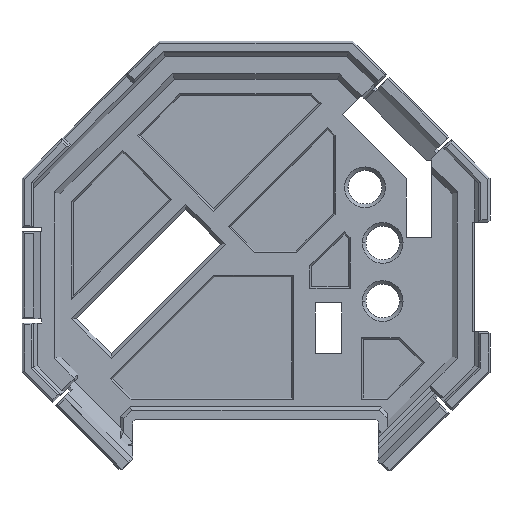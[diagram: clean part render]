
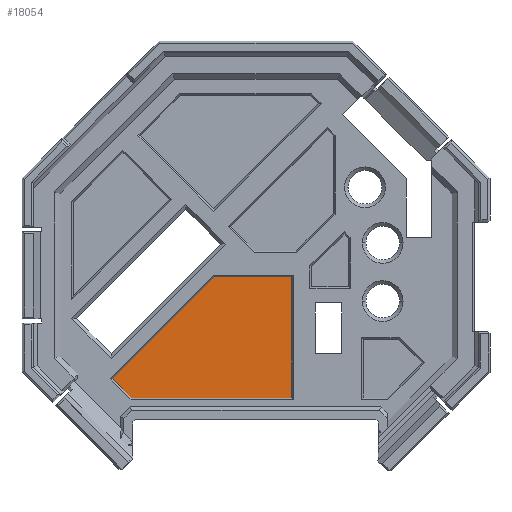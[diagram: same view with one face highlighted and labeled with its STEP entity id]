
A CAD part, front view. The second image highlights one B-rep face of the part: STEP entity #18054.
In plain terms, the highlighted planar face has unit normal (0, -1, 0).
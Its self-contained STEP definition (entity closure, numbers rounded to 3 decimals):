
#5358 = PLANE('',#5359);
#5359 = AXIS2_PLACEMENT_3D('',#5360,#5361,#5362);
#5360 = CARTESIAN_POINT('',(-5.989,2.8,0.));
#5361 = DIRECTION('',(-0.612,0.5,0.612));
#5362 = DIRECTION('',(0.707,0.,0.707));
#5386 = PLANE('',#5387);
#5387 = AXIS2_PLACEMENT_3D('',#5388,#5389,#5390);
#5388 = CARTESIAN_POINT('',(5.289,2.8,0.));
#5389 = DIRECTION('',(0.,0.5,0.866));
#5390 = DIRECTION('',(0.,-0.866,0.5));
#5414 = PLANE('',#5415);
#5415 = AXIS2_PLACEMENT_3D('',#5416,#5417,#5418);
#5416 = CARTESIAN_POINT('',(5.289,2.8,-17.722));
#5417 = DIRECTION('',(0.866,0.5,0.));
#5418 = DIRECTION('',(-0.5,0.866,0.));
#5442 = PLANE('',#5443);
#5443 = AXIS2_PLACEMENT_3D('',#5444,#5445,#5446);
#5444 = CARTESIAN_POINT('',(-17.8,2.8,-17.722));
#5445 = DIRECTION('',(0.,0.5,-0.866));
#5446 = DIRECTION('',(0.,0.866,0.5));
#5468 = PLANE('',#5469);
#5469 = AXIS2_PLACEMENT_3D('',#5470,#5471,#5472);
#5470 = CARTESIAN_POINT('',(-20.755,2.8,-14.766));
#5471 = DIRECTION('',(-0.612,0.5,-0.612));
#5472 = DIRECTION('',(-0.707,0.,0.707
    ));
#17810 = VERTEX_POINT('',#17811);
#17811 = CARTESIAN_POINT('',(-20.429,3.2,-14.766));
#17832 = EDGE_CURVE('',#17833,#17810,#17835,.T.);
#17833 = VERTEX_POINT('',#17834);
#17834 = CARTESIAN_POINT('',(-5.893,3.2,-0.231));
#17835 = SURFACE_CURVE('',#17836,(#17840,#17847),.PCURVE_S1.);
#17836 = LINE('',#17837,#17838);
#17837 = CARTESIAN_POINT('',(-20.592,3.2,-14.93));
#17838 = VECTOR('',#17839,1.);
#17839 = DIRECTION('',(-0.707,0.,-0.707));
#17840 = PCURVE('',#5358,#17841);
#17841 = DEFINITIONAL_REPRESENTATION('',(#17842),#17846);
#17842 = LINE('',#17843,#17844);
#17843 = CARTESIAN_POINT('',(-20.883,0.462));
#17844 = VECTOR('',#17845,1.);
#17845 = DIRECTION('',(-1.,0.));
#17846 = ( GEOMETRIC_REPRESENTATION_CONTEXT(2) 
PARAMETRIC_REPRESENTATION_CONTEXT() REPRESENTATION_CONTEXT('2D SPACE',''
  ) );
#17847 = PCURVE('',#17848,#17853);
#17848 = PLANE('',#17849);
#17849 = AXIS2_PLACEMENT_3D('',#17850,#17851,#17852);
#17850 = CARTESIAN_POINT('',(-20.755,3.2,-14.766));
#17851 = DIRECTION('',(0.,-1.,0.));
#17852 = DIRECTION('',(0.,0.,-1.));
#17853 = DEFINITIONAL_REPRESENTATION('',(#17854),#17858);
#17854 = LINE('',#17855,#17856);
#17855 = CARTESIAN_POINT('',(0.163,0.163));
#17856 = VECTOR('',#17857,1.);
#17857 = DIRECTION('',(0.707,-0.707));
#17858 = ( GEOMETRIC_REPRESENTATION_CONTEXT(2) 
PARAMETRIC_REPRESENTATION_CONTEXT() REPRESENTATION_CONTEXT('2D SPACE',''
  ) );
#17886 = EDGE_CURVE('',#17887,#17833,#17889,.T.);
#17887 = VERTEX_POINT('',#17888);
#17888 = CARTESIAN_POINT('',(5.058,3.2,-0.231));
#17889 = SURFACE_CURVE('',#17890,(#17894,#17901),.PCURVE_S1.);
#17890 = LINE('',#17891,#17892);
#17891 = CARTESIAN_POINT('',(-20.755,3.2,-0.231));
#17892 = VECTOR('',#17893,1.);
#17893 = DIRECTION('',(-1.,0.,0.));
#17894 = PCURVE('',#5386,#17895);
#17895 = DEFINITIONAL_REPRESENTATION('',(#17896),#17900);
#17896 = LINE('',#17897,#17898);
#17897 = CARTESIAN_POINT('',(-0.462,-26.044));
#17898 = VECTOR('',#17899,1.);
#17899 = DIRECTION('',(0.,-1.));
#17900 = ( GEOMETRIC_REPRESENTATION_CONTEXT(2) 
PARAMETRIC_REPRESENTATION_CONTEXT() REPRESENTATION_CONTEXT('2D SPACE',''
  ) );
#17901 = PCURVE('',#17848,#17902);
#17902 = DEFINITIONAL_REPRESENTATION('',(#17903),#17907);
#17903 = LINE('',#17904,#17905);
#17904 = CARTESIAN_POINT('',(-14.536,0.));
#17905 = VECTOR('',#17906,1.);
#17906 = DIRECTION('',(0.,-1.));
#17907 = ( GEOMETRIC_REPRESENTATION_CONTEXT(2) 
PARAMETRIC_REPRESENTATION_CONTEXT() REPRESENTATION_CONTEXT('2D SPACE',''
  ) );
#17935 = EDGE_CURVE('',#17936,#17887,#17938,.T.);
#17936 = VERTEX_POINT('',#17937);
#17937 = CARTESIAN_POINT('',(5.058,3.2,-17.491));
#17938 = SURFACE_CURVE('',#17939,(#17943,#17950),.PCURVE_S1.);
#17939 = LINE('',#17940,#17941);
#17940 = CARTESIAN_POINT('',(5.058,3.2,-14.766));
#17941 = VECTOR('',#17942,1.);
#17942 = DIRECTION('',(0.,0.,1.));
#17943 = PCURVE('',#5414,#17944);
#17944 = DEFINITIONAL_REPRESENTATION('',(#17945),#17949);
#17945 = LINE('',#17946,#17947);
#17946 = CARTESIAN_POINT('',(0.462,2.955));
#17947 = VECTOR('',#17948,1.);
#17948 = DIRECTION('',(0.,1.));
#17949 = ( GEOMETRIC_REPRESENTATION_CONTEXT(2) 
PARAMETRIC_REPRESENTATION_CONTEXT() REPRESENTATION_CONTEXT('2D SPACE',''
  ) );
#17950 = PCURVE('',#17848,#17951);
#17951 = DEFINITIONAL_REPRESENTATION('',(#17952),#17956);
#17952 = LINE('',#17953,#17954);
#17953 = CARTESIAN_POINT('',(0.,25.813));
#17954 = VECTOR('',#17955,1.);
#17955 = DIRECTION('',(-1.,0.));
#17956 = ( GEOMETRIC_REPRESENTATION_CONTEXT(2) 
PARAMETRIC_REPRESENTATION_CONTEXT() REPRESENTATION_CONTEXT('2D SPACE',''
  ) );
#17984 = EDGE_CURVE('',#17985,#17936,#17987,.T.);
#17985 = VERTEX_POINT('',#17986);
#17986 = CARTESIAN_POINT('',(-17.704,3.2,-17.491));
#17987 = SURFACE_CURVE('',#17988,(#17992,#17999),.PCURVE_S1.);
#17988 = LINE('',#17989,#17990);
#17989 = CARTESIAN_POINT('',(-20.755,3.2,-17.491));
#17990 = VECTOR('',#17991,1.);
#17991 = DIRECTION('',(1.,0.,0.));
#17992 = PCURVE('',#5442,#17993);
#17993 = DEFINITIONAL_REPRESENTATION('',(#17994),#17998);
#17994 = LINE('',#17995,#17996);
#17995 = CARTESIAN_POINT('',(0.462,-2.955));
#17996 = VECTOR('',#17997,1.);
#17997 = DIRECTION('',(0.,1.));
#17998 = ( GEOMETRIC_REPRESENTATION_CONTEXT(2) 
PARAMETRIC_REPRESENTATION_CONTEXT() REPRESENTATION_CONTEXT('2D SPACE',''
  ) );
#17999 = PCURVE('',#17848,#18000);
#18000 = DEFINITIONAL_REPRESENTATION('',(#18001),#18005);
#18001 = LINE('',#18002,#18003);
#18002 = CARTESIAN_POINT('',(2.724,0.));
#18003 = VECTOR('',#18004,1.);
#18004 = DIRECTION('',(0.,1.));
#18005 = ( GEOMETRIC_REPRESENTATION_CONTEXT(2) 
PARAMETRIC_REPRESENTATION_CONTEXT() REPRESENTATION_CONTEXT('2D SPACE',''
  ) );
#18033 = EDGE_CURVE('',#17810,#17985,#18034,.T.);
#18034 = SURFACE_CURVE('',#18035,(#18039,#18046),.PCURVE_S1.);
#18035 = LINE('',#18036,#18037);
#18036 = CARTESIAN_POINT('',(-20.592,3.2,-14.603));
#18037 = VECTOR('',#18038,1.);
#18038 = DIRECTION('',(0.707,0.,-0.707));
#18039 = PCURVE('',#5468,#18040);
#18040 = DEFINITIONAL_REPRESENTATION('',(#18041),#18045);
#18041 = LINE('',#18042,#18043);
#18042 = CARTESIAN_POINT('',(0.,0.462));
#18043 = VECTOR('',#18044,1.);
#18044 = DIRECTION('',(-1.,0.));
#18045 = ( GEOMETRIC_REPRESENTATION_CONTEXT(2) 
PARAMETRIC_REPRESENTATION_CONTEXT() REPRESENTATION_CONTEXT('2D SPACE',''
  ) );
#18046 = PCURVE('',#17848,#18047);
#18047 = DEFINITIONAL_REPRESENTATION('',(#18048),#18052);
#18048 = LINE('',#18049,#18050);
#18049 = CARTESIAN_POINT('',(-0.163,0.163));
#18050 = VECTOR('',#18051,1.);
#18051 = DIRECTION('',(0.707,0.707));
#18052 = ( GEOMETRIC_REPRESENTATION_CONTEXT(2) 
PARAMETRIC_REPRESENTATION_CONTEXT() REPRESENTATION_CONTEXT('2D SPACE',''
  ) );
#18054 = ADVANCED_FACE('',(#18055),#17848,.T.);
#18055 = FACE_BOUND('',#18056,.T.);
#18056 = EDGE_LOOP('',(#18057,#18058,#18059,#18060,#18061));
#18057 = ORIENTED_EDGE('',*,*,#17832,.T.);
#18058 = ORIENTED_EDGE('',*,*,#18033,.T.);
#18059 = ORIENTED_EDGE('',*,*,#17984,.T.);
#18060 = ORIENTED_EDGE('',*,*,#17935,.T.);
#18061 = ORIENTED_EDGE('',*,*,#17886,.T.);
